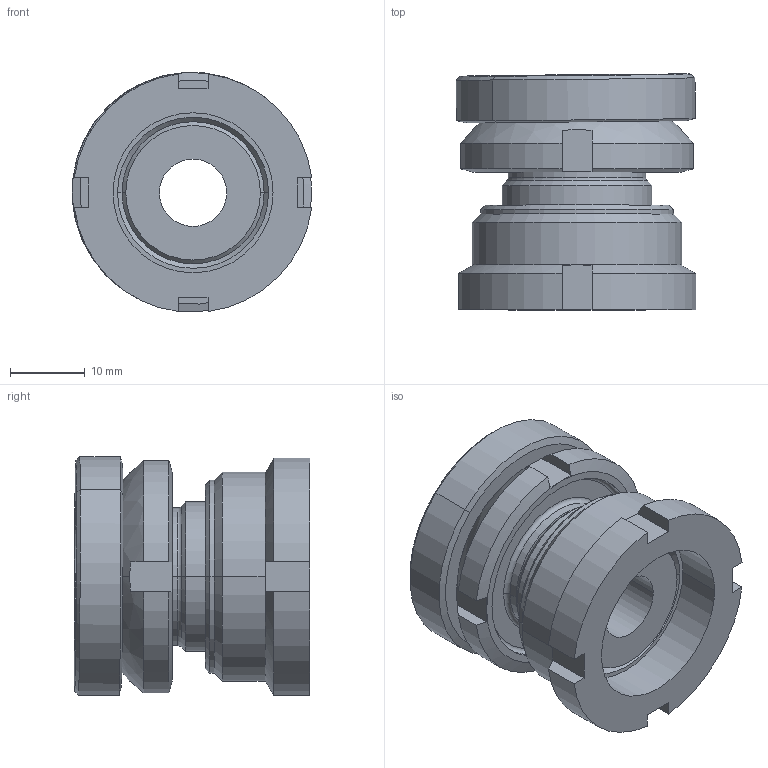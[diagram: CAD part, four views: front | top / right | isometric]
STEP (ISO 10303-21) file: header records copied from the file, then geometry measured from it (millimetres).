
FILE_DESCRIPTION (( 'STEP AP214' ), '1' );
FILE_NAME ('KAE 20-9 0-0.STEP', '2015-08-18T15:14:43', ( '' ), ( '' ), 'SwSTEP 2.0', 'SolidWorks 2015', '' );
FILE_SCHEMA (( 'AUTOMOTIVE_DESIGN' ));
Length unit declared in the file: millimetre
Products named in the file (4): NAE 20 2-0 A1; KAE 20-9 0-0; KAE 20-9 1-0 A1; KAS 20 2-0 A1
Assembly tree (3 placements, depth 2):
  KAE 20-9 0-0
    NAE 20 2-0 A1
    KAS 20 2-0 A1
    KAE 20-9 1-0 A1
Bounding box: 32.03 x 31.55 x 31.95 mm (x, y, z)
Volume: 16056.4 mm3; surface area: 8894.8 mm2
Topology: 3 solids, 3 shells, 108 faces, 248 edges, 152 vertices
Faces by surface type: cylinder 36, plane 36, cone 26, torus 6, sphere 4
Entity records: 3348 total; most frequent: CARTESIAN_POINT 658, DIRECTION 570, ORIENTED_EDGE 496, EDGE_CURVE 248, AXIS2_PLACEMENT_3D 240, VERTEX_POINT 152, CIRCLE 126, EDGE_LOOP 120
